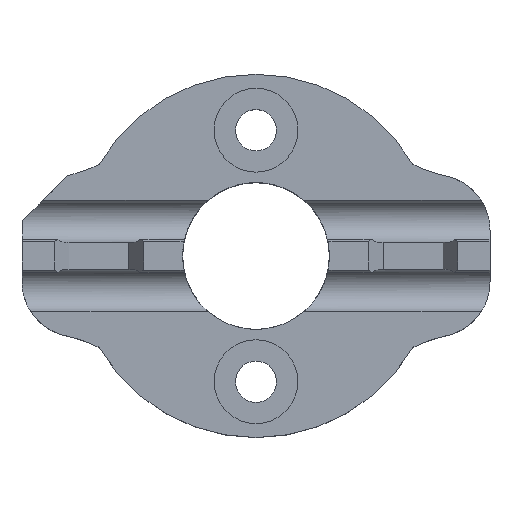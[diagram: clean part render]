
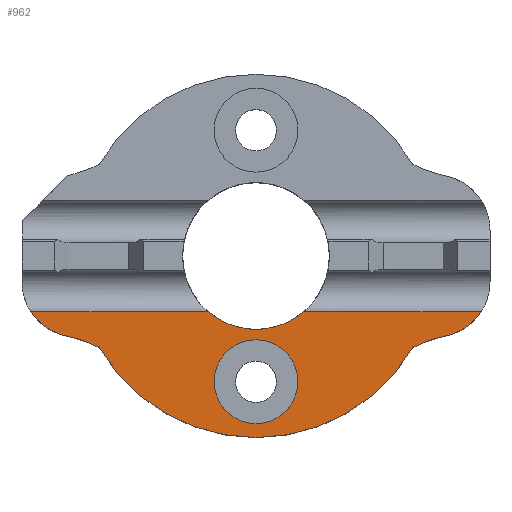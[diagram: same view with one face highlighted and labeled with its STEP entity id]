
A CAD part, top view. The second image highlights one B-rep face of the part: STEP entity #962.
In plain terms, the highlighted planar face has unit normal (0, 0, 1).
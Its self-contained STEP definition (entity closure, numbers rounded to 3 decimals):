
#26=FACE_BOUND('',#160,.T.);
#61=PLANE('',#1068);
#104=FACE_OUTER_BOUND('',#159,.T.);
#159=EDGE_LOOP('',(#747,#748,#749,#750,#751,#752,#753,#754));
#160=EDGE_LOOP('',(#755));
#223=LINE('',#1711,#303);
#229=LINE('',#1738,#309);
#303=VECTOR('',#1249,10.);
#309=VECTOR('',#1277,10.);
#369=CIRCLE('',#1038,5.25);
#374=CIRCLE('',#1055,4.);
#377=CIRCLE('',#1063,13.);
#380=CIRCLE('',#1067,10.25);
#381=CIRCLE('',#1069,4.);
#382=CIRCLE('',#1070,10.25);
#383=CIRCLE('',#1071,3.);
#423=VERTEX_POINT('',#1532);
#424=VERTEX_POINT('',#1534);
#439=VERTEX_POINT('',#1681);
#440=VERTEX_POINT('',#1683);
#449=VERTEX_POINT('',#1725);
#451=VERTEX_POINT('',#1728);
#453=VERTEX_POINT('',#1737);
#454=VERTEX_POINT('',#1739);
#455=VERTEX_POINT('',#1742);
#529=EDGE_CURVE('',#423,#424,#369,.T.);
#549=EDGE_CURVE('',#440,#439,#374,.T.);
#555=EDGE_CURVE('',#424,#439,#223,.T.);
#563=EDGE_CURVE('',#449,#451,#377,.T.);
#567=EDGE_CURVE('',#449,#440,#380,.T.);
#568=EDGE_CURVE('',#453,#423,#229,.T.);
#569=EDGE_CURVE('',#454,#453,#381,.T.);
#570=EDGE_CURVE('',#454,#451,#382,.T.);
#571=EDGE_CURVE('',#455,#455,#383,.T.);
#747=ORIENTED_EDGE('',*,*,#555,.F.);
#748=ORIENTED_EDGE('',*,*,#529,.F.);
#749=ORIENTED_EDGE('',*,*,#568,.F.);
#750=ORIENTED_EDGE('',*,*,#569,.F.);
#751=ORIENTED_EDGE('',*,*,#570,.T.);
#752=ORIENTED_EDGE('',*,*,#563,.F.);
#753=ORIENTED_EDGE('',*,*,#567,.T.);
#754=ORIENTED_EDGE('',*,*,#549,.T.);
#755=ORIENTED_EDGE('',*,*,#571,.T.);
#962=ADVANCED_FACE('',(#104,#26),#61,.F.);
#1038=AXIS2_PLACEMENT_3D('',#1535,#1202,#1203);
#1055=AXIS2_PLACEMENT_3D('',#1684,#1240,#1241);
#1063=AXIS2_PLACEMENT_3D('',#1729,#1264,#1265);
#1067=AXIS2_PLACEMENT_3D('',#1735,#1273,#1274);
#1068=AXIS2_PLACEMENT_3D('',#1736,#1275,#1276);
#1069=AXIS2_PLACEMENT_3D('',#1740,#1278,#1279);
#1070=AXIS2_PLACEMENT_3D('',#1741,#1280,#1281);
#1071=AXIS2_PLACEMENT_3D('',#1743,#1282,#1283);
#1202=DIRECTION('center_axis',(0.,0.,1.));
#1203=DIRECTION('ref_axis',(1.,0.,0.));
#1240=DIRECTION('center_axis',(0.,0.,1.));
#1241=DIRECTION('ref_axis',(1.,0.,0.));
#1249=DIRECTION('',(1.,0.,0.));
#1264=DIRECTION('center_axis',(0.,0.,-1.));
#1265=DIRECTION('ref_axis',(1.,0.,0.));
#1273=DIRECTION('center_axis',(0.,0.,-1.));
#1274=DIRECTION('ref_axis',(-0.707,0.707,0.));
#1275=DIRECTION('center_axis',(0.,0.,-1.));
#1276=DIRECTION('ref_axis',(1.,0.,0.));
#1277=DIRECTION('',(1.,0.,0.));
#1278=DIRECTION('center_axis',(0.,0.,-1.));
#1279=DIRECTION('ref_axis',(-0.211,-0.978,0.));
#1280=DIRECTION('center_axis',(0.,0.,-1.));
#1281=DIRECTION('ref_axis',(0.211,0.978,0.));
#1282=DIRECTION('center_axis',(0.,0.,-1.));
#1283=DIRECTION('ref_axis',(-1.,0.,0.));
#1532=CARTESIAN_POINT('',(-3.42,-3.984,-4.5));
#1534=CARTESIAN_POINT('',(3.42,-3.984,-4.5));
#1535=CARTESIAN_POINT('Origin',(0.,0.,-4.5));
#1681=CARTESIAN_POINT('',(16.114,-3.984,-4.5));
#1683=CARTESIAN_POINT('',(13.592,-5.73,-4.5));
#1684=CARTESIAN_POINT('Origin',(12.75,-1.819,-4.5));
#1711=CARTESIAN_POINT('',(15.75,-3.984,-4.5));
#1725=CARTESIAN_POINT('',(11.229,-6.551,-4.5));
#1728=CARTESIAN_POINT('',(-11.229,-6.551,-4.5));
#1729=CARTESIAN_POINT('Origin',(0.,0.,-4.5));
#1735=CARTESIAN_POINT('Origin',(15.75,-15.75,-4.5));
#1736=CARTESIAN_POINT('Origin',(0.,0.,-4.5));
#1737=CARTESIAN_POINT('',(-16.114,-3.984,-4.5));
#1738=CARTESIAN_POINT('',(15.75,-3.984,-4.5));
#1739=CARTESIAN_POINT('',(-13.592,-5.73,-4.5));
#1740=CARTESIAN_POINT('Origin',(-12.75,-1.819,-4.5));
#1741=CARTESIAN_POINT('Origin',(-15.75,-15.75,-4.5));
#1742=CARTESIAN_POINT('',(3.,-9.,-4.5));
#1743=CARTESIAN_POINT('Origin',(0.,-9.,-4.5));
